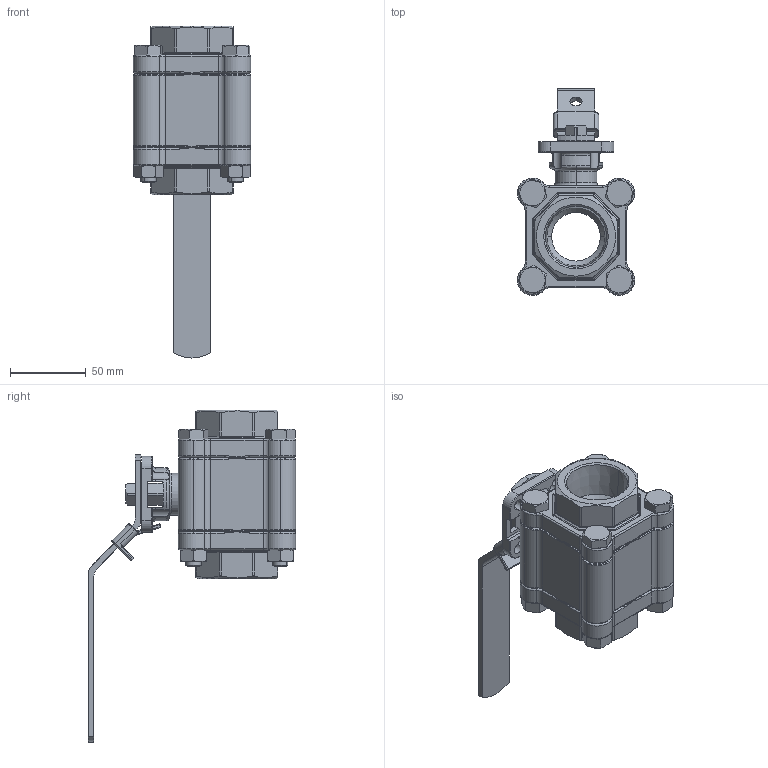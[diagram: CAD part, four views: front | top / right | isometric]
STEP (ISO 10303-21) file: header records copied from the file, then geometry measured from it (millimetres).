
FILE_DESCRIPTION (( 'STEP AP214' ), '1' );
FILE_NAME ('ZL9T10F.STEP', '2008-12-19T06:35:04', ( 'Hsu22' ), ( 'Hollings' ), 'SwSTEP 2.0', 'SolidWorks 2008', '' );
FILE_SCHEMA (( 'AUTOMOTIVE_DESIGN' ));
Length unit declared in the file: millimetre
Products named in the file (7): YNM10_預設; YSHM10-84_預設; SAL9T10TWFADX0_預設; ZL9T10F; SHA0L9T10E0_預設; SB84T00FACN0_預設; SDDL9T10EA6_預設
Assembly tree (13 placements, depth 2):
  ZL9T10F
    YNM10_預設  x4
    YSHM10-84_預設  x4
    SHA0L9T10E0_預設
    SAL9T10TWFADX0_預設
    SB84T00FACN0_預設  x2
    SDDL9T10EA6_預設
Bounding box: 77.2 x 136.3 x 218.5 mm (x, y, z)
Volume: 312840.5 mm3; surface area: 116940.4 mm2
Topology: 13 solids, 13 shells, 858 faces, 2056 edges, 1180 vertices
Faces by surface type: cylinder 331, plane 213, torus 116, cone 107, bspline 71, sphere 20
Entity records: 18703 total; most frequent: CARTESIAN_POINT 5080, DIRECTION 2978, ORIENTED_EDGE 2746, EDGE_CURVE 1373, AXIS2_PLACEMENT_3D 1221, VERTEX_POINT 815, CIRCLE 670, EDGE_LOOP 634
